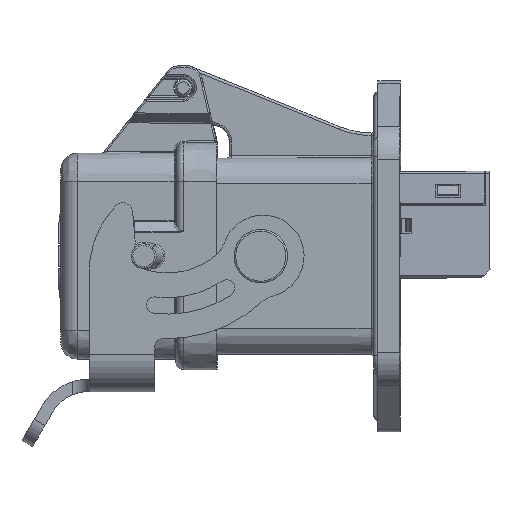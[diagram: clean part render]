
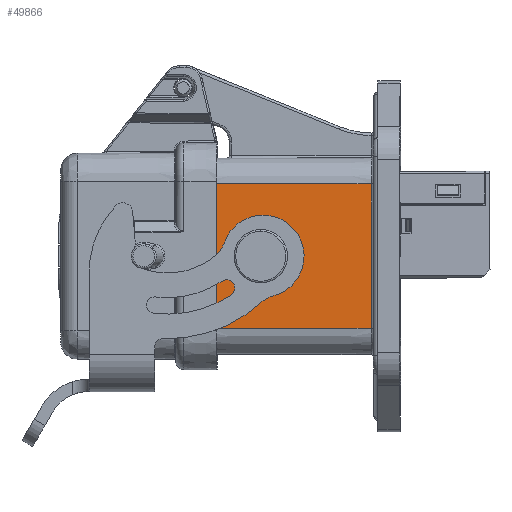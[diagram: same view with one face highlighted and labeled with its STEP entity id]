
A CAD part, left-side view. The second image highlights one B-rep face of the part: STEP entity #49866.
In plain terms, the highlighted planar face has unit normal (-1, 0.007, 0).
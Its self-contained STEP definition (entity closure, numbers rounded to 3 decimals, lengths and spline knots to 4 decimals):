
#9615=CARTESIAN_POINT('',(-0.4681,0.6197,
0.));
#9616=DIRECTION('',(-1.,0.007,0.));
#9617=DIRECTION('',(0.,0.,1.));
#9618=AXIS2_PLACEMENT_3D('',#9615,#9616,#9617);
#9666=CARTESIAN_POINT('',(-0.4681,0.6197,
0.));
#9667=DIRECTION('',(-1.,0.007,0.));
#9668=DIRECTION('',(0.,0.,-1.));
#9669=AXIS2_PLACEMENT_3D('',#9666,#9667,#9668);
#9685=DIRECTION('',(0.,0.,1.));
#9686=VECTOR('',#9685,0.6929);
#9687=CARTESIAN_POINT('',(-0.4664,0.8638,
-0.3465));
#9688=LINE('',#9687,#9686);
#9967=DIRECTION('',(0.007,1.,0.));
#9968=VECTOR('',#9967,0.7717);
#9969=CARTESIAN_POINT('',(-0.4718,0.0922,
-0.3465));
#9970=LINE('',#9969,#9968);
#11100=DIRECTION('',(0.,0.,-1.));
#11101=VECTOR('',#11100,0.6929);
#11102=CARTESIAN_POINT('',(-0.4718,0.0922,
0.3465));
#11103=LINE('',#11102,#11101);
#11117=DIRECTION('',(-0.007,-1.,0.));
#11118=VECTOR('',#11117,0.7717);
#11119=CARTESIAN_POINT('',(-0.4664,0.8638,
0.3465));
#11120=LINE('',#11119,#11118);
#32683=CARTESIAN_POINT('',(-0.4718,0.0922,
0.3465));
#32685=VERTEX_POINT('',#32683);
#32688=CARTESIAN_POINT('',(-0.4718,0.0922,
-0.3465));
#32690=VERTEX_POINT('',#32688);
#32897=CARTESIAN_POINT('',(-0.4681,0.6197,
-0.0925));
#32898=CARTESIAN_POINT('',(-0.4681,0.6197,
0.0925));
#32899=VERTEX_POINT('',#32897);
#32900=VERTEX_POINT('',#32898);
#34705=CARTESIAN_POINT('',(-0.4664,0.8638,
0.3465));
#34707=VERTEX_POINT('',#34705);
#34712=CARTESIAN_POINT('',(-0.4664,0.8638,
-0.3465));
#34714=VERTEX_POINT('',#34712);
#49847=CARTESIAN_POINT('',(-0.4724,0.0016,0.));
#49848=DIRECTION('',(-1.,0.007,0.));
#49849=DIRECTION('',(-0.007,-1.,0.));
#49850=AXIS2_PLACEMENT_3D('',#49847,#49848,#49849);
#49851=PLANE('',#49850);
#49853=ORIENTED_EDGE('',*,*,#49852,.T.);
#49855=ORIENTED_EDGE('',*,*,#49854,.T.);
#49857=ORIENTED_EDGE('',*,*,#49856,.T.);
#49859=ORIENTED_EDGE('',*,*,#49858,.T.);
#49860=EDGE_LOOP('',(#49853,#49855,#49857,#49859));
#49861=FACE_OUTER_BOUND('',#49860,.F.);
#49862=ORIENTED_EDGE('',*,*,#49838,.T.);
#49863=ORIENTED_EDGE('',*,*,#49794,.T.);
#49864=EDGE_LOOP('',(#49862,#49863));
#49865=FACE_BOUND('',#49864,.F.);
#49866=ADVANCED_FACE('',(#49861,#49865),#49851,.T.);
#9619=CIRCLE('',#9618,0.0925);
#9670=CIRCLE('',#9669,0.0925);
#49794=EDGE_CURVE('',#32900,#32899,#9619,.T.);
#49838=EDGE_CURVE('',#32899,#32900,#9670,.T.);
#49852=EDGE_CURVE('',#34714,#34707,#9688,.T.);
#49854=EDGE_CURVE('',#34707,#32685,#11120,.T.);
#49856=EDGE_CURVE('',#32685,#32690,#11103,.T.);
#49858=EDGE_CURVE('',#32690,#34714,#9970,.T.);
